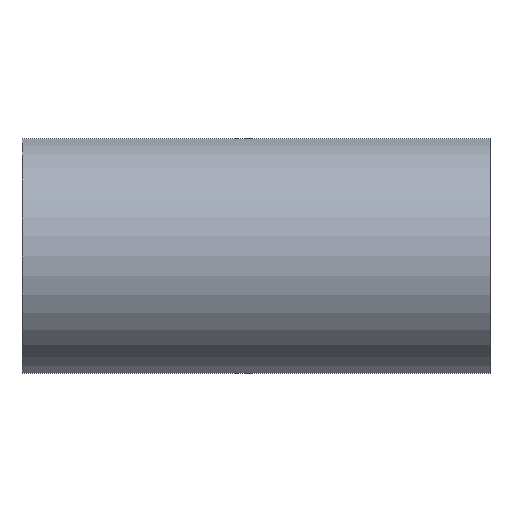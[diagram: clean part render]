
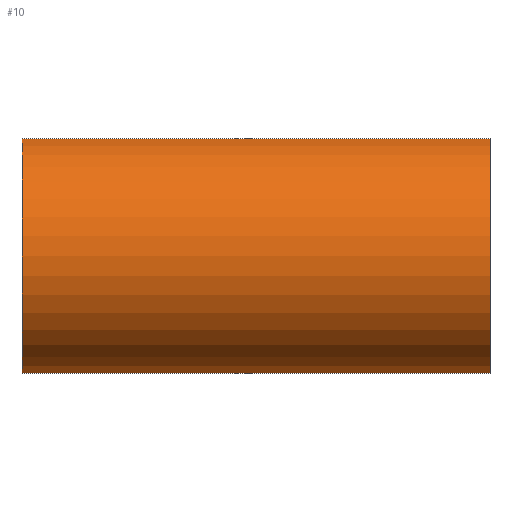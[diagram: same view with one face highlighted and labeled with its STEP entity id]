
A CAD part, left-side view. The second image highlights one B-rep face of the part: STEP entity #10.
In plain terms, the highlighted cylindrical face has radius 5.17 mm (diameter 10.34 mm), a partial arc.
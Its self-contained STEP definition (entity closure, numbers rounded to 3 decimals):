
#2 = AXIS2_PLACEMENT_3D ( 'NONE', #179, #9, #182 ) ;
#9 = DIRECTION ( 'NONE',  ( 0., 1., 0. ) ) ;
#10 = ADVANCED_FACE ( 'NONE', ( #178 ), #190, .T. ) ;
#20 = VECTOR ( 'NONE', #91, 1000. ) ;
#21 = LINE ( 'NONE', #169, #45 ) ;
#23 = VERTEX_POINT ( 'NONE', #186 ) ;
#25 = ORIENTED_EDGE ( 'NONE', *, *, #167, .T. ) ;
#31 = CIRCLE ( 'NONE', #150, 5.17 ) ;
#40 = CARTESIAN_POINT ( 'NONE',  ( 3.04, 0., -5. ) ) ;
#45 = VECTOR ( 'NONE', #194, 1000. ) ;
#46 = EDGE_CURVE ( 'NONE', #156, #183, #21, .T. ) ;
#51 = CARTESIAN_POINT ( 'NONE',  ( 3.04, 20., 5. ) ) ;
#59 = ORIENTED_EDGE ( 'NONE', *, *, #119, .F. ) ;
#70 = VERTEX_POINT ( 'NONE', #40 ) ;
#90 = AXIS2_PLACEMENT_3D ( 'NONE', #191, #128, #136 ) ;
#91 = DIRECTION ( 'NONE',  ( 0., -1., 0. ) ) ;
#94 = DIRECTION ( 'NONE',  ( 0., 1., 0. ) ) ;
#96 = EDGE_CURVE ( 'NONE', #23, #70, #140, .T. ) ;
#109 = ORIENTED_EDGE ( 'NONE', *, *, #46, .F. ) ;
#110 = CIRCLE ( 'NONE', #2, 5.17 ) ;
#118 = ORIENTED_EDGE ( 'NONE', *, *, #96, .T. ) ;
#119 = EDGE_CURVE ( 'NONE', #23, #156, #31, .T. ) ;
#124 = CARTESIAN_POINT ( 'NONE',  ( 3.04, 0., 5. ) ) ;
#128 = DIRECTION ( 'NONE',  ( 0., -1., 0. ) ) ;
#136 = DIRECTION ( 'NONE',  ( 0., 0., -1. ) ) ;
#140 = LINE ( 'NONE', #180, #20 ) ;
#149 = EDGE_LOOP ( 'NONE', ( #25, #109, #59, #118 ) ) ;
#150 = AXIS2_PLACEMENT_3D ( 'NONE', #185, #94, #168 ) ;
#156 = VERTEX_POINT ( 'NONE', #51 ) ;
#167 = EDGE_CURVE ( 'NONE', #70, #183, #110, .T. ) ;
#168 = DIRECTION ( 'NONE',  ( 0., 0., 1. ) ) ;
#169 = CARTESIAN_POINT ( 'NONE',  ( 3.04, 20., 5. ) ) ;
#178 = FACE_OUTER_BOUND ( 'NONE', #149, .T. ) ;
#179 = CARTESIAN_POINT ( 'NONE',  ( 4.355, 0., 0. ) ) ;
#180 = CARTESIAN_POINT ( 'NONE',  ( 3.04, 20., -5. ) ) ;
#182 = DIRECTION ( 'NONE',  ( 0., 0., 1. ) ) ;
#183 = VERTEX_POINT ( 'NONE', #124 ) ;
#185 = CARTESIAN_POINT ( 'NONE',  ( 4.355, 20., 0. ) ) ;
#186 = CARTESIAN_POINT ( 'NONE',  ( 3.04, 20., -5. ) ) ;
#190 = CYLINDRICAL_SURFACE ( 'NONE', #90, 5.17 ) ;
#191 = CARTESIAN_POINT ( 'NONE',  ( 4.355, 20., 0. ) ) ;
#194 = DIRECTION ( 'NONE',  ( 0., -1., 0. ) ) ;
